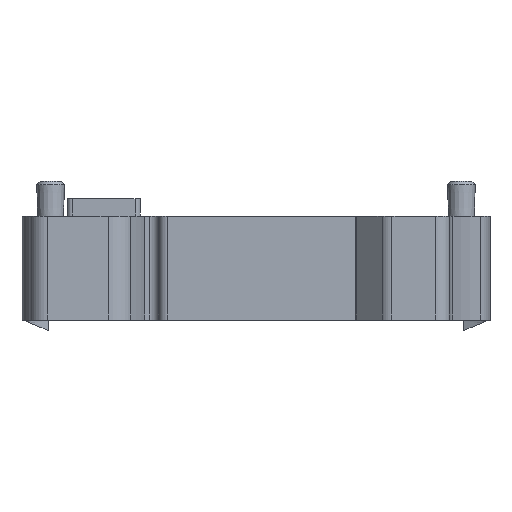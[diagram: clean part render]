
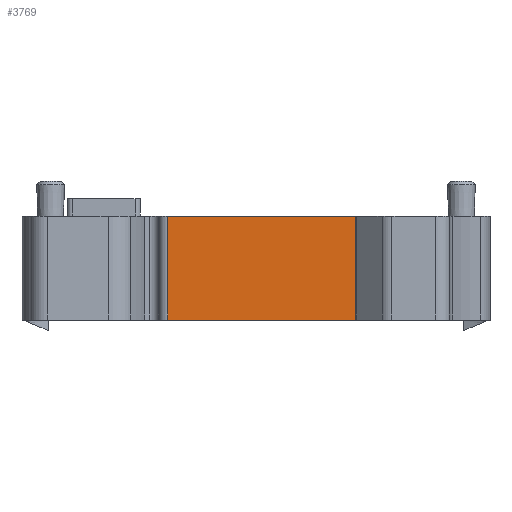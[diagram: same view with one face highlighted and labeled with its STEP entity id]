
A CAD part, front view. The second image highlights one B-rep face of the part: STEP entity #3769.
In plain terms, the highlighted planar face has unit normal (0, -1, 0).
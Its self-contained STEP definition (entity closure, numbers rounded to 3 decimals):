
#133 = AXIS2_PLACEMENT_3D ( 'NONE', #1075, #6412, #2903 ) ;
#228 = VECTOR ( 'NONE', #6049, 1000. ) ;
#419 = VECTOR ( 'NONE', #4850, 1000. ) ;
#1060 = EDGE_CURVE ( 'NONE', #7662, #2528, #5171, .T. ) ;
#1075 = CARTESIAN_POINT ( 'NONE',  ( 6.332, -1., 6. ) ) ;
#1101 = EDGE_CURVE ( 'NONE', #2528, #2640, #2007, .T. ) ;
#1163 = LINE ( 'NONE', #2762, #7263 ) ;
#1166 = EDGE_CURVE ( 'NONE', #5057, #2640, #1435, .T. ) ;
#1252 = VECTOR ( 'NONE', #4752, 1000. ) ;
#1435 = LINE ( 'NONE', #7659, #1252 ) ;
#1685 = PLANE ( 'NONE',  #133 ) ;
#2007 = LINE ( 'NONE', #3122, #228 ) ;
#2172 = ORIENTED_EDGE ( 'NONE', *, *, #1060, .T. ) ;
#2467 = CARTESIAN_POINT ( 'NONE',  ( -5.105, -1., 6. ) ) ;
#2528 = VERTEX_POINT ( 'NONE', #4410 ) ;
#2640 = VERTEX_POINT ( 'NONE', #4232 ) ;
#2762 = CARTESIAN_POINT ( 'NONE',  ( 6.332, -1., 6. ) ) ;
#2903 = DIRECTION ( 'NONE',  ( 0., 0., 1. ) ) ;
#3122 = CARTESIAN_POINT ( 'NONE',  ( 6.332, -1., 0. ) ) ;
#3336 = ORIENTED_EDGE ( 'NONE', *, *, #1101, .T. ) ;
#3460 = CARTESIAN_POINT ( 'NONE',  ( -5.105, -1., 6. ) ) ;
#3738 = ORIENTED_EDGE ( 'NONE', *, *, #7541, .F. ) ;
#3769 = ADVANCED_FACE ( 'NONE', ( #7588 ), #1685, .F. ) ;
#4232 = CARTESIAN_POINT ( 'NONE',  ( 6.332, -1., 0. ) ) ;
#4410 = CARTESIAN_POINT ( 'NONE',  ( -5.105, -1., 0. ) ) ;
#4752 = DIRECTION ( 'NONE',  ( 0., 0., -1. ) ) ;
#4823 = CARTESIAN_POINT ( 'NONE',  ( 6.332, -1., 6. ) ) ;
#4850 = DIRECTION ( 'NONE',  ( 0., 0., -1. ) ) ;
#4863 = ORIENTED_EDGE ( 'NONE', *, *, #1166, .F. ) ;
#5034 = EDGE_LOOP ( 'NONE', ( #3336, #4863, #3738, #2172 ) ) ;
#5057 = VERTEX_POINT ( 'NONE', #4823 ) ;
#5171 = LINE ( 'NONE', #2467, #419 ) ;
#5725 = DIRECTION ( 'NONE',  ( 1., 0., 0. ) ) ;
#6049 = DIRECTION ( 'NONE',  ( 1., 0., 0. ) ) ;
#6412 = DIRECTION ( 'NONE',  ( 0., 1., 0. ) ) ;
#7263 = VECTOR ( 'NONE', #5725, 1000. ) ;
#7541 = EDGE_CURVE ( 'NONE', #7662, #5057, #1163, .T. ) ;
#7588 = FACE_OUTER_BOUND ( 'NONE', #5034, .T. ) ;
#7659 = CARTESIAN_POINT ( 'NONE',  ( 6.332, -1., 6. ) ) ;
#7662 = VERTEX_POINT ( 'NONE', #3460 ) ;
